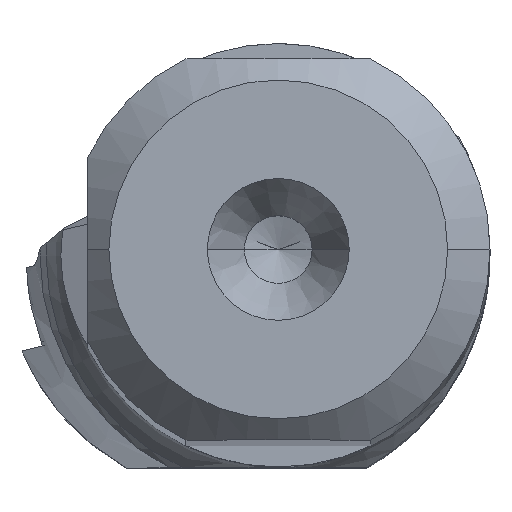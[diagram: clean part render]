
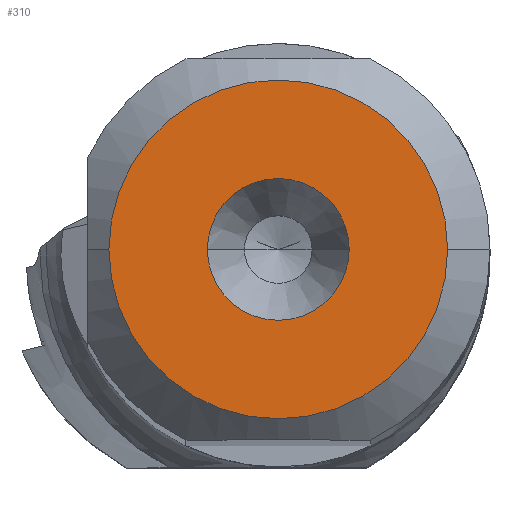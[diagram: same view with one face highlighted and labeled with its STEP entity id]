
A CAD part, top view. The second image highlights one B-rep face of the part: STEP entity #310.
In plain terms, the highlighted planar face has unit normal (0, 0, 1).
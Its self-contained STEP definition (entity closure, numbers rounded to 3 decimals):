
#52=FACE_BOUND('',#472,.T.);
#53=FACE_BOUND('',#473,.T.);
#75=PLANE('',#1582);
#310=ADVANCED_FACE('',(#52,#53),#75,.T.);
#472=EDGE_LOOP('',(#810,#811,#812,#813));
#473=EDGE_LOOP('',(#814,#815));
#548=CIRCLE('',#1572,4.);
#549=CIRCLE('',#1573,4.);
#550=CIRCLE('',#1575,4.);
#551=CIRCLE('',#1576,4.);
#552=CIRCLE('',#1580,1.675);
#553=CIRCLE('',#1581,1.675);
#810=ORIENTED_EDGE('',*,*,#1287,.T.);
#811=ORIENTED_EDGE('',*,*,#1285,.T.);
#812=ORIENTED_EDGE('',*,*,#1284,.T.);
#813=ORIENTED_EDGE('',*,*,#1288,.T.);
#814=ORIENTED_EDGE('',*,*,#1292,.T.);
#815=ORIENTED_EDGE('',*,*,#1293,.T.);
#1105=VERTEX_POINT('',#2579);
#1106=VERTEX_POINT('',#2581);
#1107=VERTEX_POINT('',#2583);
#1108=VERTEX_POINT('',#2587);
#1110=VERTEX_POINT('',#2603);
#1111=VERTEX_POINT('',#2604);
#1284=EDGE_CURVE('',#1106,#1105,#548,.T.);
#1285=EDGE_CURVE('',#1107,#1106,#549,.T.);
#1287=EDGE_CURVE('',#1108,#1107,#550,.T.);
#1288=EDGE_CURVE('',#1105,#1108,#551,.T.);
#1292=EDGE_CURVE('',#1110,#1111,#552,.T.);
#1293=EDGE_CURVE('',#1111,#1110,#553,.T.);
#1572=AXIS2_PLACEMENT_3D('',#2580,#1862,#1863);
#1573=AXIS2_PLACEMENT_3D('',#2582,#1864,#1865);
#1575=AXIS2_PLACEMENT_3D('',#2586,#1869,#1870);
#1576=AXIS2_PLACEMENT_3D('',#2588,#1871,#1872);
#1580=AXIS2_PLACEMENT_3D('',#2602,#1880,#1881);
#1581=AXIS2_PLACEMENT_3D('',#2605,#1882,#1883);
#1582=AXIS2_PLACEMENT_3D('',#2606,#1884,#1885);
#1862=DIRECTION('',(0.,0.,1.));
#1863=DIRECTION('',(0.,-1.,0.));
#1864=DIRECTION('',(0.,0.,1.));
#1865=DIRECTION('',(-1.,0.,0.));
#1869=DIRECTION('',(0.,0.,1.));
#1870=DIRECTION('',(0.,1.,0.));
#1871=DIRECTION('',(0.,0.,1.));
#1872=DIRECTION('',(1.,0.,0.));
#1880=DIRECTION('',(0.,0.,-1.));
#1881=DIRECTION('',(-1.,0.,0.));
#1882=DIRECTION('',(0.,0.,-1.));
#1883=DIRECTION('',(1.,0.,0.));
#1884=DIRECTION('',(0.,0.,1.));
#1885=DIRECTION('',(1.,0.,0.));
#2579=CARTESIAN_POINT('',(4.,0.,0.));
#2580=CARTESIAN_POINT('',(0.,0.,0.));
#2581=CARTESIAN_POINT('',(0.,-4.,0.));
#2582=CARTESIAN_POINT('',(0.,0.,0.));
#2583=CARTESIAN_POINT('',(-4.,0.,0.));
#2586=CARTESIAN_POINT('',(0.,0.,0.));
#2587=CARTESIAN_POINT('',(0.,4.,0.));
#2588=CARTESIAN_POINT('',(0.,0.,0.));
#2602=CARTESIAN_POINT('',(0.,0.,0.));
#2603=CARTESIAN_POINT('',(-1.675,0.,0.));
#2604=CARTESIAN_POINT('',(1.675,0.,0.));
#2605=CARTESIAN_POINT('',(0.,0.,0.));
#2606=CARTESIAN_POINT('',(0.,0.,0.));
